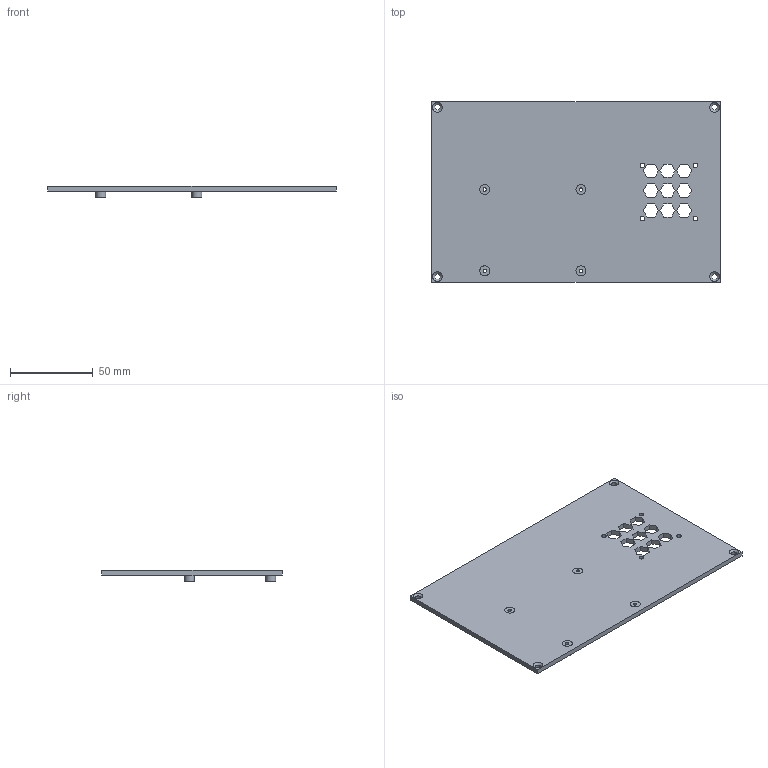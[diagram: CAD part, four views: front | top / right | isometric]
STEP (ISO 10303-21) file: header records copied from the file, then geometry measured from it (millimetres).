
FILE_DESCRIPTION(/* description */ (''),/* implementation_level */ '2;1');
FILE_NAME(/* name */ 'module_lid v2.step',/* time_stamp */ '2025-06-03T19:37:07-07:00',/* author */ (''),/* organization */ (''),/* preprocessor_version */ 'ST-DEVELOPER v20.1',/* originating_system */ 'Autodesk Translation Framework v14.4.0.0',/* authorisation */ '');
FILE_SCHEMA (('AUTOMOTIVE_DESIGN { 1 0 10303 214 3 1 1 }'));
Length unit declared in the file: millimetre
Products named in the file (1): module_lid
Bounding box: 174 x 109 x 7 mm (x, y, z)
Volume: 55838.1 mm3; surface area: 40432.5 mm2
Topology: 5 solids, 5 shells, 92 faces, 242 edges, 160 vertices
Faces by surface type: plane 68, cylinder 20, cone 4
Full cylindrical faces by diameter (mm): 2.1 x8, 2.75 x4, 3.4 x4, 6 x4
Entity records: 2947 total; most frequent: CARTESIAN_POINT 495, ORIENTED_EDGE 484, DIRECTION 472, EDGE_CURVE 242, LINE 198, VECTOR 198, VERTEX_POINT 160, EDGE_LOOP 142
